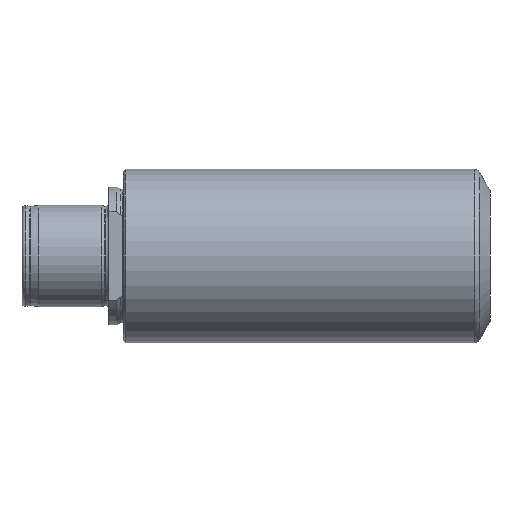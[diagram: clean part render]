
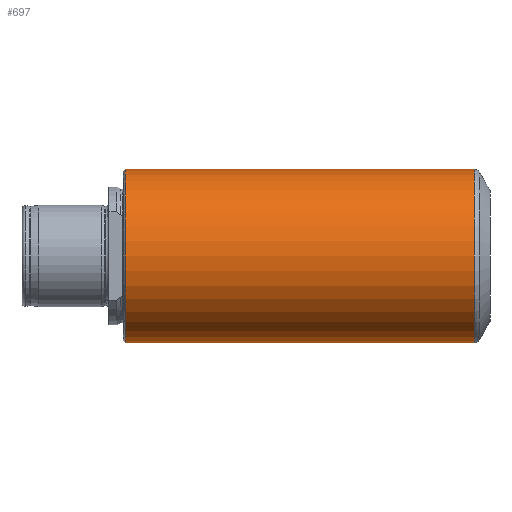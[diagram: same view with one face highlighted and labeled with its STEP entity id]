
A CAD part, front view. The second image highlights one B-rep face of the part: STEP entity #697.
In plain terms, the highlighted cylindrical face has radius 20.5 mm (diameter 41 mm), a partial arc.
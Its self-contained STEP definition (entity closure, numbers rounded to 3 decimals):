
#173 = FACE_OUTER_BOUND ( 'NONE', #1166, .T. ) ;
#186 = CYLINDRICAL_SURFACE ( 'NONE', #790, 20.5 ) ;
#257 = VECTOR ( 'NONE', #451, 1000. ) ;
#451 = DIRECTION ( 'NONE',  ( -1., 0., 0. ) ) ;
#544 = VERTEX_POINT ( 'NONE', #1274 ) ;
#559 = ORIENTED_EDGE ( 'NONE', *, *, #1468, .T. ) ;
#565 = CARTESIAN_POINT ( 'NONE',  ( 106.997, 0., -20.5 ) ) ;
#572 = DIRECTION ( 'NONE',  ( -1., 0., 0. ) ) ;
#608 = VERTEX_POINT ( 'NONE', #642 ) ;
#642 = CARTESIAN_POINT ( 'NONE',  ( 24.4, 0., -20.5 ) ) ;
#660 = DIRECTION ( 'NONE',  ( 0., 0., 1. ) ) ;
#672 = LINE ( 'NONE', #1469, #1128 ) ;
#697 = ADVANCED_FACE ( 'NONE', ( #173 ), #186, .T. ) ;
#728 = EDGE_CURVE ( 'NONE', #882, #608, #672, .T. ) ;
#734 = ORIENTED_EDGE ( 'NONE', *, *, #1183, .F. ) ;
#765 = DIRECTION ( 'NONE',  ( 0., 0., 1. ) ) ;
#790 = AXIS2_PLACEMENT_3D ( 'NONE', #1795, #830, #1479 ) ;
#827 = DIRECTION ( 'NONE',  ( -1., 0., 0. ) ) ;
#830 = DIRECTION ( 'NONE',  ( -1., 0., 0. ) ) ;
#839 = DIRECTION ( 'NONE',  ( -1., 0., 0. ) ) ;
#882 = VERTEX_POINT ( 'NONE', #565 ) ;
#921 = CARTESIAN_POINT ( 'NONE',  ( -7.756, 0., 20.5 ) ) ;
#935 = AXIS2_PLACEMENT_3D ( 'NONE', #1223, #572, #765 ) ;
#1003 = CARTESIAN_POINT ( 'NONE',  ( 106.997, 0., 20.5 ) ) ;
#1100 = CIRCLE ( 'NONE', #935, 20.5 ) ;
#1114 = ORIENTED_EDGE ( 'NONE', *, *, #728, .F. ) ;
#1128 = VECTOR ( 'NONE', #839, 1000. ) ;
#1166 = EDGE_LOOP ( 'NONE', ( #1114, #559, #1579, #734 ) ) ;
#1183 = EDGE_CURVE ( 'NONE', #608, #544, #2042, .T. ) ;
#1223 = CARTESIAN_POINT ( 'NONE',  ( 106.997, 0., 0. ) ) ;
#1274 = CARTESIAN_POINT ( 'NONE',  ( 24.4, 0., 20.5 ) ) ;
#1290 = CARTESIAN_POINT ( 'NONE',  ( 24.4, 0., 0. ) ) ;
#1390 = EDGE_CURVE ( 'NONE', #1815, #544, #1898, .T. ) ;
#1468 = EDGE_CURVE ( 'NONE', #882, #1815, #1100, .T. ) ;
#1469 = CARTESIAN_POINT ( 'NONE',  ( -7.756, 0., -20.5 ) ) ;
#1479 = DIRECTION ( 'NONE',  ( 0., 0., 1. ) ) ;
#1579 = ORIENTED_EDGE ( 'NONE', *, *, #1390, .T. ) ;
#1795 = CARTESIAN_POINT ( 'NONE',  ( -7.756, 0., 0. ) ) ;
#1815 = VERTEX_POINT ( 'NONE', #1003 ) ;
#1898 = LINE ( 'NONE', #921, #257 ) ;
#2042 = CIRCLE ( 'NONE', #2079, 20.5 ) ;
#2079 = AXIS2_PLACEMENT_3D ( 'NONE', #1290, #827, #660 ) ;
